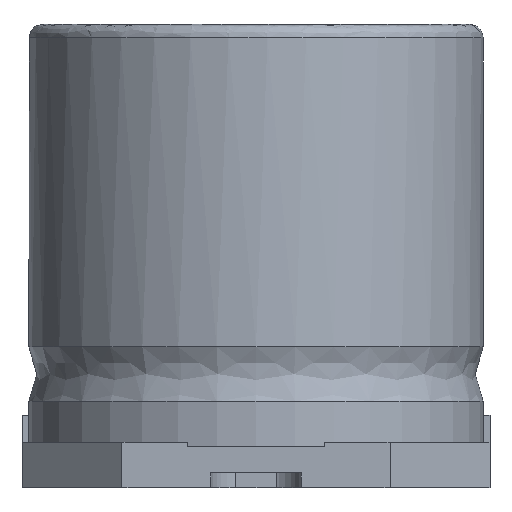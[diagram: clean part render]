
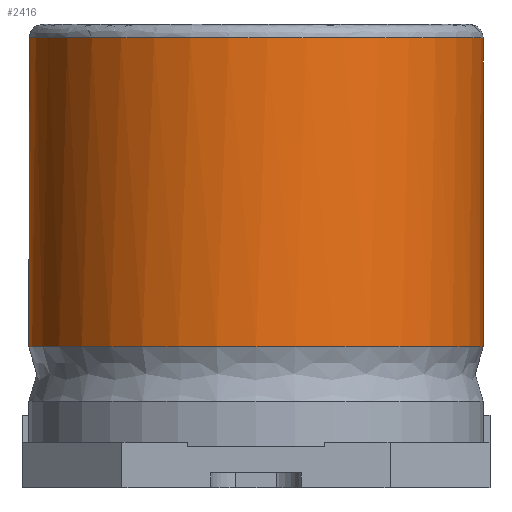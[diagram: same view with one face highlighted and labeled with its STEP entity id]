
A CAD part, left-side view. The second image highlights one B-rep face of the part: STEP entity #2416.
In plain terms, the highlighted cylindrical face has radius 5 mm (diameter 10 mm), a full revolution.
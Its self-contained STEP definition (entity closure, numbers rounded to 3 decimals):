
#2359=CARTESIAN_POINT('',(5.0,0.0,3.1));
#2360=VERTEX_POINT('',#2359);
#2361=CARTESIAN_POINT('',(-0.0,-0.0,3.1));
#2362=DIRECTION('',(-0.0,-0.0,1.0));
#2363=DIRECTION('',(1.0,0.0,0.0));
#2364=AXIS2_PLACEMENT_3D('',#2361,#2362,#2363);
#2365=CIRCLE('',#2364,5.0);
#2366=EDGE_CURVE('n� 7',#2360,#2360,#2365,.T.);
#2380=CARTESIAN_POINT('',(5.0,0.0,9.9));
#2381=VERTEX_POINT('',#2380);
#2382=CARTESIAN_POINT('',(-0.0,-0.0,9.9));
#2383=DIRECTION('',(0.0,0.0,-1.0));
#2384=DIRECTION('',(1.0,0.0,0.0));
#2385=AXIS2_PLACEMENT_3D('',#2382,#2383,#2384);
#2386=CIRCLE('',#2385,5.0);
#2387=EDGE_CURVE('n� 13',#2381,#2381,#2386,.T.);
#2405=ORIENTED_EDGE('',*,*,#2387,.T.);
#2406=EDGE_LOOP('',(#2405));
#2407=FACE_OUTER_BOUND('',#2406,.T.);
#2408=ORIENTED_EDGE('',*,*,#2366,.T.);
#2409=EDGE_LOOP('',(#2408));
#2410=FACE_BOUND('',#2409,.T.);
#2411=CARTESIAN_POINT('',(-0.0,-0.0,6.65));
#2412=DIRECTION('',(0.0,0.0,-1.0));
#2413=DIRECTION('',(1.0,0.0,0.0));
#2414=AXIS2_PLACEMENT_3D('',#2411,#2412,#2413);
#2415=CYLINDRICAL_SURFACE('',#2414,5.0);
#2416=ADVANCED_FACE('n� 2',(#2407,#2410),#2415,.T.);
